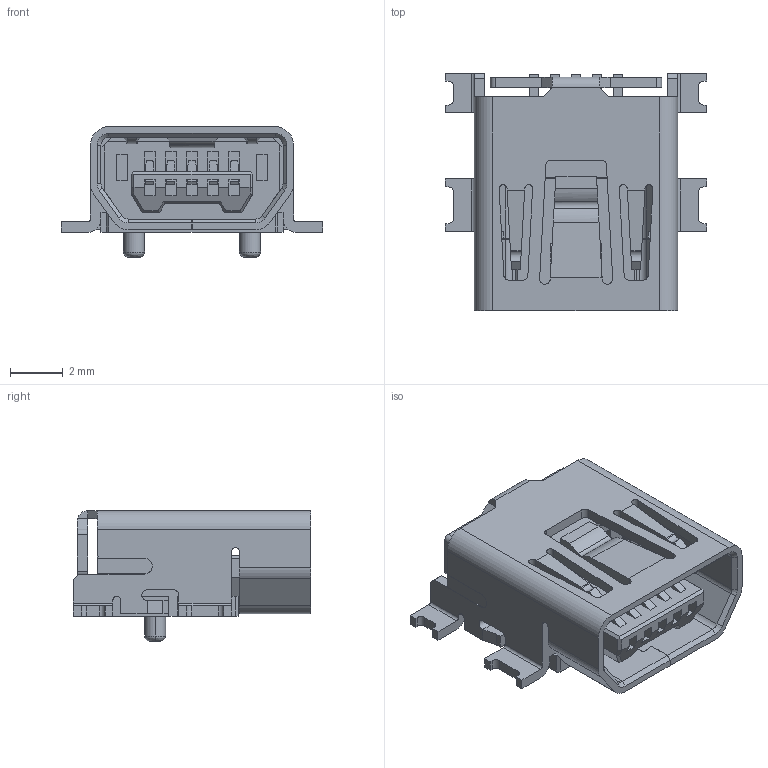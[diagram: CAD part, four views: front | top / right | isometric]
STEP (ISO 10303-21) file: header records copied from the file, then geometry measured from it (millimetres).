
FILE_DESCRIPTION((''),'2;1');
FILE_NAME('MOLEX_678038020','2010-09-28T',('Wiebke'),(''),'PRO/ENGINEER BY PARAMETRIC TECHNOLOGY CORPORATION, 2008400','PRO/ENGINEER BY PARAMETRIC TECHNOLOGY CORPORATION, 2008400','');
FILE_SCHEMA(('AUTOMOTIVE_DESIGN_CC2 { 1 2 10303 214 -1 1 5 2 }'));
Length unit declared in the file: millimetre
Products named in the file (1): MOLEX_678038020
Bounding box: 9.9 x 9 x 4.95 mm (x, y, z)
Volume: 158.1 mm3; surface area: 580 mm2
Topology: 1 solids, 1 shells, 526 faces, 1630 edges, 1096 vertices
Faces by surface type: plane 401, cylinder 115, cone 6, bspline 4
Entity records: 23456 total; most frequent: CARTESIAN_POINT 3604, ORIENTED_EDGE 3176, DIRECTION 2864, PRESENTATION_STYLE_ASSIGNMENT 1655, STYLED_ITEM 1655, CURVE_STYLE 1643, EDGE_CURVE 1588, VECTOR 1332
